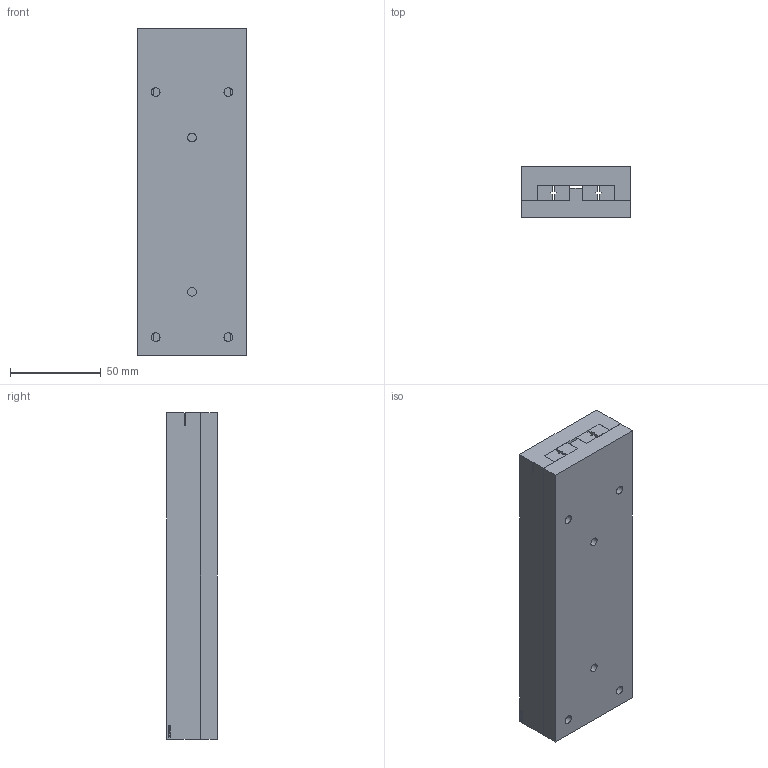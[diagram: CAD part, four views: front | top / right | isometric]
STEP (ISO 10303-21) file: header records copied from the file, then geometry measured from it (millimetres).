
FILE_DESCRIPTION(('FreeCAD Model'),'2;1');
FILE_NAME('NK 3-180 B.step', '2020-04-20T13:13:20',('Author'),(''), 'Open CASCADE STEP processor 6.8','FreeCAD','Unknown');
FILE_SCHEMA(('AUTOMOTIVE_DESIGN_CC2 { 1 2 10303 214 -1 1 5 4 }'));
Length unit declared in the file: millimetre
Products named in the file (3): ASSEMBLY; OT; UT
Assembly tree (2 placements, depth 2):
  ASSEMBLY
    OT
    UT
Bounding box: 60 x 28 x 180 mm (x, y, z)
Volume: 291331.1 mm3; surface area: 88032 mm2
Topology: 6 solids, 6 shells, 593 faces, 1645 edges, 1082 vertices
Faces by surface type: extrusion 286, plane 271, cylinder 24, cone 12
Full cylindrical faces by diameter (mm): 4 x12, 4.8 x6, 6 x6
Entity records: 40763 total; most frequent: CARTESIAN_POINT 9597, DIRECTION 4771, VECTOR 3865, LINE 3579, ORIENTED_EDGE 3290, PCURVE 3290, DEFINITIONAL_REPRESENTATION 3290, EDGE_CURVE 1645
